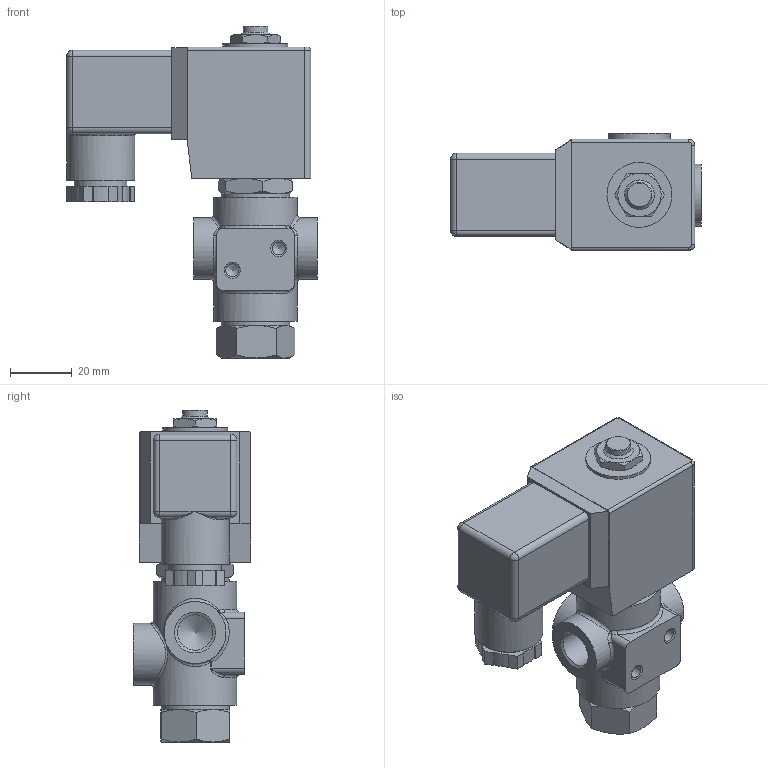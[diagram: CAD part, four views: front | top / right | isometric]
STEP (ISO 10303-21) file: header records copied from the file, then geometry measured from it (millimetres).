
FILE_DESCRIPTION(/* description */ ('3/2 direktgest. Magnetventil'),/* implementation_level */ '2;1');
FILE_NAME(/* name */ '075.000114_A7542-0802-1012.stp',/* time_stamp */ '2019-12-13T07:44:11+01:00',/* author */ ('EFast'),/* organization */ (''),/* preprocessor_version */ 'ST-DEVELOPER v16.1',/* originating_system */ 'Autodesk Inventor 2016',/* authorisation */ '');
FILE_SCHEMA (('AUTOMOTIVE_DESIGN { 1 0 10303 214 3 1 1 }'));
Length unit declared in the file: millimetre
Products named in the file (1): 90-013742
Bounding box: 81 x 38 x 107.21 mm (x, y, z)
Volume: 134294.9 mm3; surface area: 23500.6 mm2
Topology: 1 solids, 1 shells, 196 faces, 467 edges, 276 vertices
Faces by surface type: plane 80, cone 48, cylinder 42, bspline 13, sphere 8, torus 5
Full cylindrical faces by diameter (mm): 4.134 x2, 8 x1, 11.445 x3, 17 x1, 20 x3, 21 x1, 22 x3, 27 x2
Entity records: 6066 total; most frequent: CARTESIAN_POINT 1962, ORIENTED_EDGE 842, DIRECTION 839, EDGE_CURVE 421, AXIS2_PLACEMENT_3D 334, VERTEX_POINT 264, EDGE_LOOP 233, FACE_OUTER_BOUND 196
